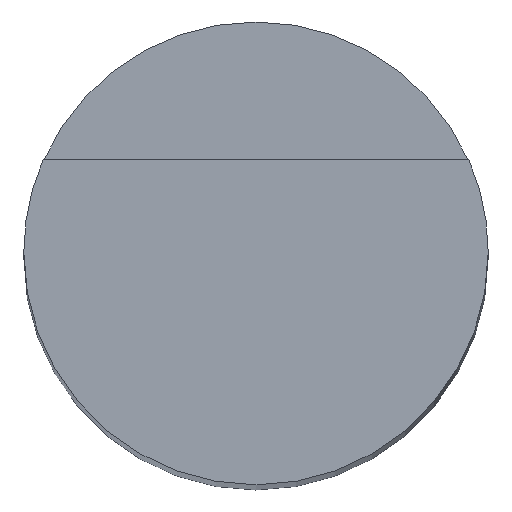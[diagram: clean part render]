
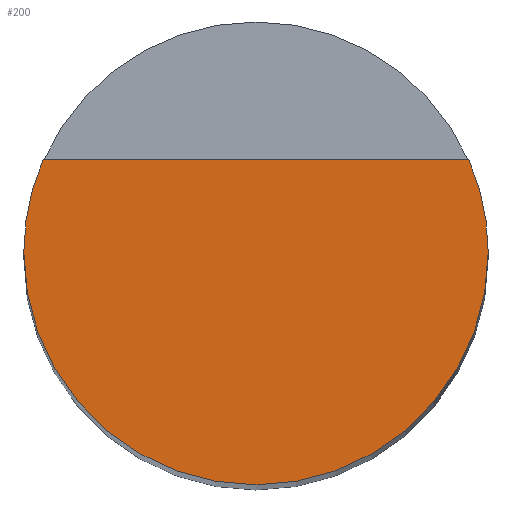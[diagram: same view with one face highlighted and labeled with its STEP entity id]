
A CAD part, top view. The second image highlights one B-rep face of the part: STEP entity #200.
In plain terms, the highlighted planar face has unit normal (0, 0, 1).
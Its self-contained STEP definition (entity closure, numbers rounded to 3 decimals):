
#6 = DIRECTION ( 'NONE',  ( 0., 0., 1. ) ) ;
#16 = CARTESIAN_POINT ( 'NONE',  ( 2.5, 0., 32. ) ) ;
#19 = DIRECTION ( 'NONE',  ( 0., 0., 1. ) ) ;
#24 = EDGE_CURVE ( 'NONE', #37, #25, #75, .T. ) ;
#25 = VERTEX_POINT ( 'NONE', #152 ) ;
#36 = ORIENTED_EDGE ( 'NONE', *, *, #204, .T. ) ;
#37 = VERTEX_POINT ( 'NONE', #122 ) ;
#54 = VECTOR ( 'NONE', #154, 1000. ) ;
#55 = ORIENTED_EDGE ( 'NONE', *, *, #175, .T. ) ;
#67 = FACE_OUTER_BOUND ( 'NONE', #101, .T. ) ;
#73 = AXIS2_PLACEMENT_3D ( 'NONE', #181, #6, #115 ) ;
#75 = LINE ( 'NONE', #112, #54 ) ;
#76 = CIRCLE ( 'NONE', #124, 2.5 ) ;
#82 = ORIENTED_EDGE ( 'NONE', *, *, #189, .T. ) ;
#83 = DIRECTION ( 'NONE',  ( 1., 0., 0. ) ) ;
#85 = ORIENTED_EDGE ( 'NONE', *, *, #24, .F. ) ;
#94 = CIRCLE ( 'NONE', #161, 2.5 ) ;
#101 = EDGE_LOOP ( 'NONE', ( #85, #82, #36, #55 ) ) ;
#112 = CARTESIAN_POINT ( 'NONE',  ( -2.291, 1., 32. ) ) ;
#114 = CARTESIAN_POINT ( 'NONE',  ( 0., 0., 32. ) ) ;
#115 = DIRECTION ( 'NONE',  ( 1., 0., 0. ) ) ;
#118 = VERTEX_POINT ( 'NONE', #174 ) ;
#122 = CARTESIAN_POINT ( 'NONE',  ( -2.291, 1., 32. ) ) ;
#124 = AXIS2_PLACEMENT_3D ( 'NONE', #164, #149, #83 ) ;
#128 = DIRECTION ( 'NONE',  ( 1., 0., 0. ) ) ;
#130 = PLANE ( 'NONE',  #194 ) ;
#131 = VERTEX_POINT ( 'NONE', #16 ) ;
#146 = CARTESIAN_POINT ( 'NONE',  ( 0., 0., 32. ) ) ;
#149 = DIRECTION ( 'NONE',  ( 0., 0., 1. ) ) ;
#152 = CARTESIAN_POINT ( 'NONE',  ( 2.291, 1., 32. ) ) ;
#154 = DIRECTION ( 'NONE',  ( 1., 0., 0. ) ) ;
#161 = AXIS2_PLACEMENT_3D ( 'NONE', #114, #19, #128 ) ;
#164 = CARTESIAN_POINT ( 'NONE',  ( 0., 0., 32. ) ) ;
#167 = CIRCLE ( 'NONE', #73, 2.5 ) ;
#174 = CARTESIAN_POINT ( 'NONE',  ( -2.5, 0., 32. ) ) ;
#175 = EDGE_CURVE ( 'NONE', #131, #25, #76, .T. ) ;
#179 = DIRECTION ( 'NONE',  ( 0., 0., 1. ) ) ;
#181 = CARTESIAN_POINT ( 'NONE',  ( 0., 0., 32. ) ) ;
#189 = EDGE_CURVE ( 'NONE', #37, #118, #94, .T. ) ;
#194 = AXIS2_PLACEMENT_3D ( 'NONE', #146, #179, #197 ) ;
#197 = DIRECTION ( 'NONE',  ( 1., 0., 0. ) ) ;
#200 = ADVANCED_FACE ( 'NONE', ( #67 ), #130, .T. ) ;
#204 = EDGE_CURVE ( 'NONE', #118, #131, #167, .T. ) ;
